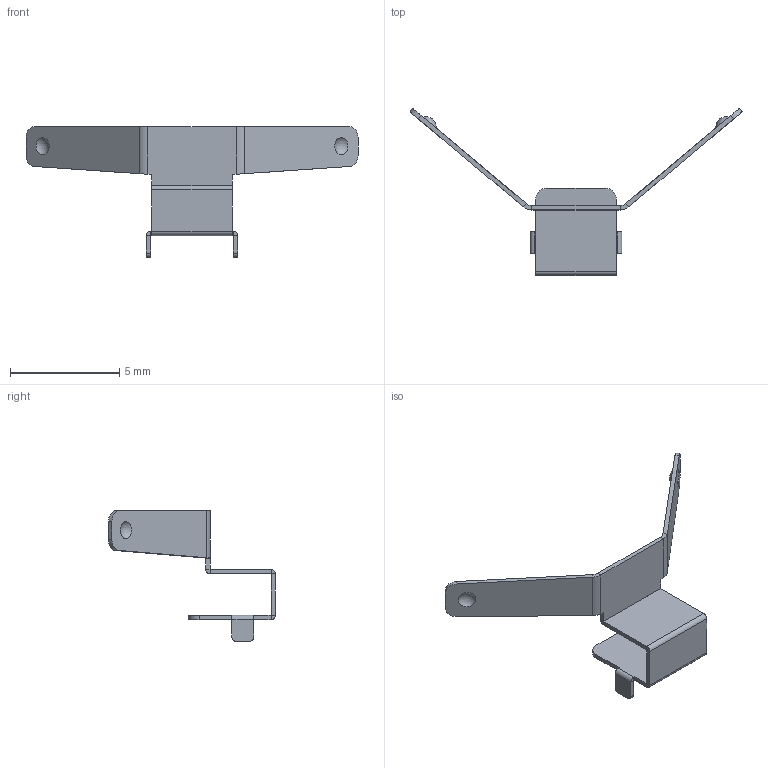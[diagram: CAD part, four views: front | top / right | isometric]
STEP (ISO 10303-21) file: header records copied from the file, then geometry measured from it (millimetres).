
FILE_DESCRIPTION(/* description */ (''),/* implementation_level */ '2;1');
FILE_NAME(/* name */ 'CST-2450P.stp',/* time_stamp */ '2021-07-21T15:55:29+09:00',/* author */ ('TK100'),/* organization */ (''),/* preprocessor_version */ 'ST-DEVELOPER v16.5',/* originating_system */ 'Autodesk Inventor 2017',/* authorisation */ '');
FILE_SCHEMA (('AUTOMOTIVE_DESIGN { 1 0 10303 214 3 1 1 }'));
Length unit declared in the file: millimetre
Products named in the file (1): CST-2450P
Bounding box: 15.22 x 7.65 x 6 mm (x, y, z)
Volume: 14.9 mm3; surface area: 162 mm2
Topology: 1 solids, 1 shells, 84 faces, 196 edges, 116 vertices
Faces by surface type: plane 56, cylinder 24, sphere 4
Entity records: 2324 total; most frequent: DIRECTION 412, CARTESIAN_POINT 387, ORIENTED_EDGE 380, EDGE_CURVE 190, LINE 138, VECTOR 138, AXIS2_PLACEMENT_3D 137, VERTEX_POINT 112
